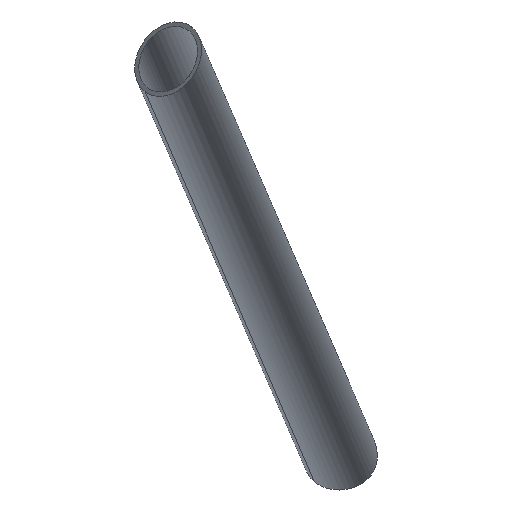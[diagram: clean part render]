
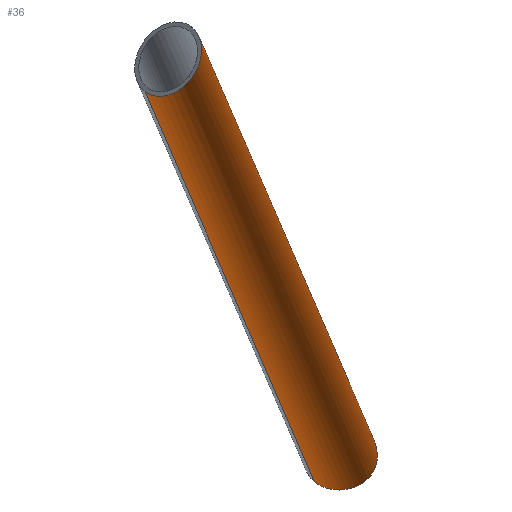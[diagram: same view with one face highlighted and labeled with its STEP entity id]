
A CAD part, left-side view. The second image highlights one B-rep face of the part: STEP entity #36.
In plain terms, the highlighted cylindrical face has radius 12.5 mm (diameter 25 mm), a partial arc.
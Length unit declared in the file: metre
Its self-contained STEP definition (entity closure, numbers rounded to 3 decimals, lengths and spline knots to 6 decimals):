
#36=ADVANCED_FACE('',(#70),#71,.T.);
#70=FACE_OUTER_BOUND('',#100,.T.);
#71=CYLINDRICAL_SURFACE('',#101,0.0125);
#100=EDGE_LOOP('',(#139,#140,#141,#142,#143));
#101=AXIS2_PLACEMENT_3D('',#144,#145,#146);
#139=ORIENTED_EDGE('',*,*,#205,.F.);
#140=ORIENTED_EDGE('',*,*,#206,.T.);
#141=ORIENTED_EDGE('',*,*,#207,.F.);
#142=ORIENTED_EDGE('',*,*,#208,.F.);
#143=ORIENTED_EDGE('',*,*,#201,.F.);
#144=CARTESIAN_POINT('',(-482.820958,54.251298,126.019501));
#145=DIRECTION('',(-0.962,0.109,0.251));
#146=DIRECTION('',(0.109,-0.689,0.717));
#201=EDGE_CURVE('',#238,#240,#241,.F.);
#205=EDGE_CURVE('',#246,#238,#247,.T.);
#206=EDGE_CURVE('',#246,#248,#249,.F.);
#207=EDGE_CURVE('',#250,#248,#251,.T.);
#208=EDGE_CURVE('',#240,#250,#252,.F.);
#238=VERTEX_POINT('',#321);
#240=VERTEX_POINT('',#359);
#241=B_SPLINE_CURVE_WITH_KNOTS('',3,(#360,#361,#362,#363,#364,#365,#366,#367,#368,#369),.UNSPECIFIED.,.F.,.F.,(4,3,3,4),(0.049736,0.051116,0.055303,0.059239),.UNSPECIFIED.);
#246=VERTEX_POINT('',#391);
#247=LINE('',#392,#393);
#248=VERTEX_POINT('',#394);
#249=ELLIPSE('',#395,0.016786,0.0125);
#250=VERTEX_POINT('',#396);
#251=LINE('',#397,#398);
#252=B_SPLINE_CURVE_WITH_KNOTS('',3,(#399,#400,#401,#402,#403,#404,#405,#406,#407,#408,#409,#410,#411,#412,#413,#414,#415,#416,#417,#418,#419,#420,#421,#422,#423,#424,#425,#426,#427,#428,#429,#430,#431,#432,#433,#434,#435,#436,#437,#438,#439,#440,#441,#442,#443,#444),.UNSPECIFIED.,.F.,.F.,(4,3,3,3,3,3,3,3,3,3,3,3,3,3,3,4),(0.014784,0.016635,0.019546,0.021283,0.024611,0.026758,0.029215,0.031201,0.034448,0.037513,0.039124,0.040319,0.042971,0.044295,0.046757,0.049736),.UNSPECIFIED.);
#321=CARTESIAN_POINT('',(-1.456045,-0.376778,0.221388));
#359=CARTESIAN_POINT('',(-1.452087,-0.381044,0.213515));
#360=CARTESIAN_POINT('',(-1.452087,-0.381044,0.213515));
#361=CARTESIAN_POINT('',(-1.452226,-0.380949,0.213917));
#362=CARTESIAN_POINT('',(-1.45238,-0.380836,0.21432));
#363=CARTESIAN_POINT('',(-1.452545,-0.380707,0.214723));
#364=CARTESIAN_POINT('',(-1.453046,-0.380315,0.215945));
#365=CARTESIAN_POINT('',(-1.453649,-0.379771,0.21716));
#366=CARTESIAN_POINT('',(-1.454275,-0.379085,0.218316));
#367=CARTESIAN_POINT('',(-1.454863,-0.378441,0.219404));
#368=CARTESIAN_POINT('',(-1.455473,-0.377668,0.220445));
#369=CARTESIAN_POINT('',(-1.456045,-0.376778,0.221388));
#391=CARTESIAN_POINT('',(-1.964858,-0.319044,0.354369));
#392=CARTESIAN_POINT('',(-1.708052,-0.348183,0.287252));
#393=VECTOR('',#516,1.0);
#394=CARTESIAN_POINT('',(-1.952652,-0.303516,0.332551));
#395=AXIS2_PLACEMENT_3D('',#517,#518,#519);
#396=CARTESIAN_POINT('',(-1.45216,-0.360306,0.201744));
#397=CARTESIAN_POINT('',(-1.71078,-0.330961,0.269336));
#398=VECTOR('',#520,1.0);
#399=CARTESIAN_POINT('',(-1.45216,-0.360306,0.201744));
#400=CARTESIAN_POINT('',(-1.452443,-0.360684,0.201425));
#401=CARTESIAN_POINT('',(-1.452718,-0.36109,0.201126));
#402=CARTESIAN_POINT('',(-1.452978,-0.361525,0.200852));
#403=CARTESIAN_POINT('',(-1.453387,-0.362207,0.200421));
#404=CARTESIAN_POINT('',(-1.45376,-0.362959,0.20005));
#405=CARTESIAN_POINT('',(-1.454077,-0.363775,0.199749));
#406=CARTESIAN_POINT('',(-1.454266,-0.364262,0.19957));
#407=CARTESIAN_POINT('',(-1.454435,-0.364771,0.199416));
#408=CARTESIAN_POINT('',(-1.454577,-0.365291,0.199293));
#409=CARTESIAN_POINT('',(-1.454851,-0.366286,0.199058));
#410=CARTESIAN_POINT('',(-1.455032,-0.367327,0.19893));
#411=CARTESIAN_POINT('',(-1.455114,-0.368393,0.198917));
#412=CARTESIAN_POINT('',(-1.455167,-0.369081,0.198909));
#413=CARTESIAN_POINT('',(-1.455179,-0.369771,0.198949));
#414=CARTESIAN_POINT('',(-1.455151,-0.370453,0.199035));
#415=CARTESIAN_POINT('',(-1.45512,-0.371233,0.199135));
#416=CARTESIAN_POINT('',(-1.455037,-0.372004,0.199296));
#417=CARTESIAN_POINT('',(-1.454909,-0.372757,0.199517));
#418=CARTESIAN_POINT('',(-1.454805,-0.373366,0.199695));
#419=CARTESIAN_POINT('',(-1.454673,-0.373954,0.199911));
#420=CARTESIAN_POINT('',(-1.454521,-0.374515,0.20016));
#421=CARTESIAN_POINT('',(-1.454271,-0.375432,0.200566));
#422=CARTESIAN_POINT('',(-1.453964,-0.376279,0.201059));
#423=CARTESIAN_POINT('',(-1.453633,-0.377041,0.201625));
#424=CARTESIAN_POINT('',(-1.453321,-0.377761,0.20216));
#425=CARTESIAN_POINT('',(-1.452991,-0.378399,0.202756));
#426=CARTESIAN_POINT('',(-1.452679,-0.378947,0.203397));
#427=CARTESIAN_POINT('',(-1.452515,-0.379234,0.203733));
#428=CARTESIAN_POINT('',(-1.452356,-0.379497,0.204083));
#429=CARTESIAN_POINT('',(-1.452208,-0.379735,0.204443));
#430=CARTESIAN_POINT('',(-1.452098,-0.379912,0.204711));
#431=CARTESIAN_POINT('',(-1.451993,-0.380075,0.204985));
#432=CARTESIAN_POINT('',(-1.451894,-0.380229,0.205274));
#433=CARTESIAN_POINT('',(-1.451673,-0.38057,0.205915));
#434=CARTESIAN_POINT('',(-1.451481,-0.380857,0.206621));
#435=CARTESIAN_POINT('',(-1.451364,-0.381065,0.207391));
#436=CARTESIAN_POINT('',(-1.451306,-0.381168,0.207776));
#437=CARTESIAN_POINT('',(-1.451268,-0.38125,0.208167));
#438=CARTESIAN_POINT('',(-1.451252,-0.38131,0.208564));
#439=CARTESIAN_POINT('',(-1.451222,-0.381421,0.209303));
#440=CARTESIAN_POINT('',(-1.451271,-0.381458,0.210065));
#441=CARTESIAN_POINT('',(-1.451392,-0.381426,0.210822));
#442=CARTESIAN_POINT('',(-1.451538,-0.381387,0.211739));
#443=CARTESIAN_POINT('',(-1.451787,-0.38125,0.212647));
#444=CARTESIAN_POINT('',(-1.452087,-0.381044,0.213515));
#516=DIRECTION('',(0.962,-0.109,-0.251));
#517=CARTESIAN_POINT('',(-1.958755,-0.31128,0.34346));
#518=DIRECTION('',(-0.646,0.745,0.169));
#519=DIRECTION('',(-0.72,-0.667,0.188));
#520=DIRECTION('',(-0.962,0.109,0.251));
